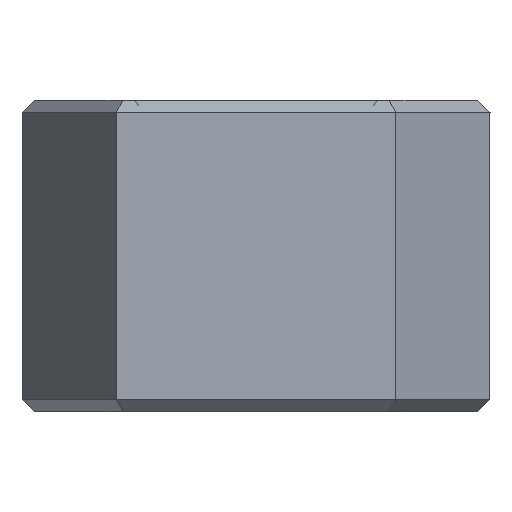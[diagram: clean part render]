
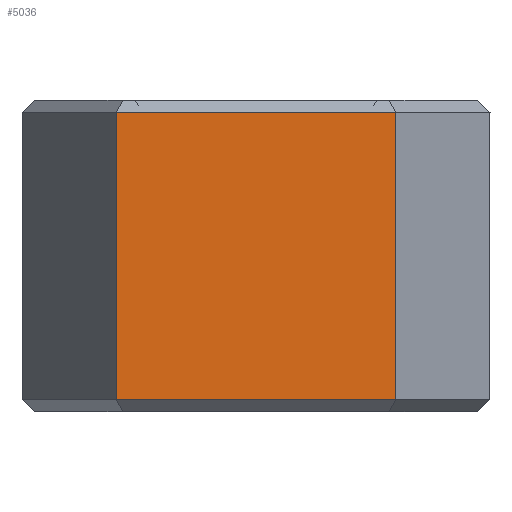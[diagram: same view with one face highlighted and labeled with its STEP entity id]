
A CAD part, front view. The second image highlights one B-rep face of the part: STEP entity #5036.
In plain terms, the highlighted planar face has unit normal (0, -1, 0).
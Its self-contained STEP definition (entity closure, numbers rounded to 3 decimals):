
#662=ORIENTED_EDGE('',*,*,#2046,.T.);
#663=ORIENTED_EDGE('',*,*,#2047,.T.);
#664=ORIENTED_EDGE('',*,*,#2048,.T.);
#665=ORIENTED_EDGE('',*,*,#2049,.T.);
#2046=EDGE_CURVE('',#2700,#2701,#3246,.T.);
#2047=EDGE_CURVE('',#2701,#2702,#3247,.T.);
#2048=EDGE_CURVE('',#2702,#2703,#3248,.T.);
#2049=EDGE_CURVE('',#2703,#2700,#3249,.T.);
#2700=VERTEX_POINT('',#7772);
#2701=VERTEX_POINT('',#7773);
#2702=VERTEX_POINT('',#7775);
#2703=VERTEX_POINT('',#7777);
#3246=LINE('',#7771,#3958);
#3247=LINE('',#7774,#3959);
#3248=LINE('',#7776,#3960);
#3249=LINE('',#7778,#3961);
#3958=VECTOR('',#6158,1000.);
#3959=VECTOR('',#6159,1000.);
#3960=VECTOR('',#6160,1000.);
#3961=VECTOR('',#6161,1000.);
#4254=EDGE_LOOP('',(#662,#663,#664,#665));
#4538=FACE_BOUND('',#4254,.T.);
#4795=PLANE('',#5314);
#5036=ADVANCED_FACE('',(#4538),#4795,.T.);
#5314=AXIS2_PLACEMENT_3D('',#7770,#6156,#6157);
#6156=DIRECTION('',(0.,-1.,0.));
#6157=DIRECTION('',(1.,0.,0.));
#6158=DIRECTION('',(0.,0.,1.));
#6159=DIRECTION('',(-1.,0.,0.));
#6160=DIRECTION('',(0.,0.,-1.));
#6161=DIRECTION('',(1.,0.,0.));
#7770=CARTESIAN_POINT('',(0.,-138.,0.));
#7771=CARTESIAN_POINT('',(15.485,-138.,0.));
#7772=CARTESIAN_POINT('',(15.485,-138.,-12.2));
#7773=CARTESIAN_POINT('',(15.485,-138.,-3.));
#7774=CARTESIAN_POINT('',(6.515,-138.,-3.));
#7775=CARTESIAN_POINT('',(6.515,-138.,-3.));
#7776=CARTESIAN_POINT('',(6.515,-138.,0.));
#7777=CARTESIAN_POINT('',(6.515,-138.,-12.2));
#7778=CARTESIAN_POINT('',(0.,-138.,-12.2));
